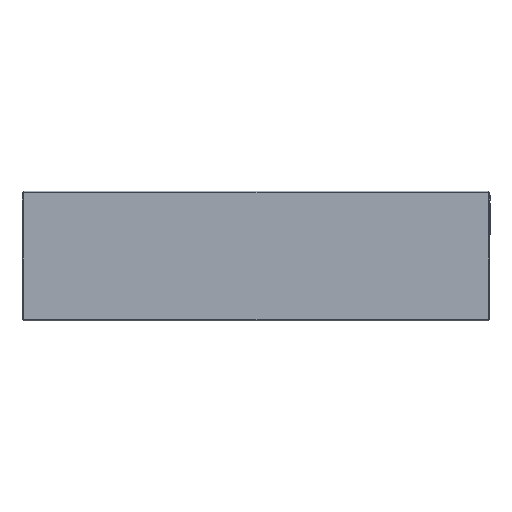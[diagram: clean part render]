
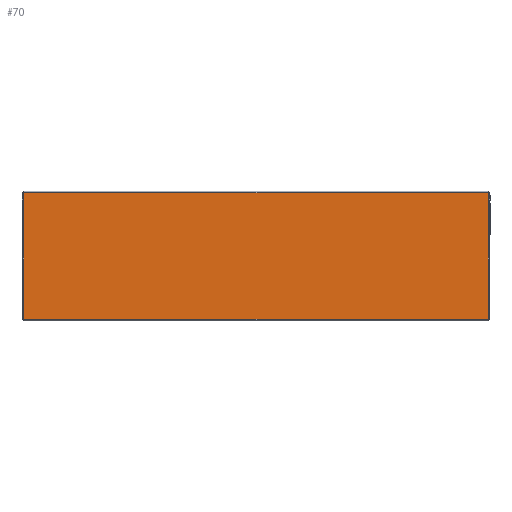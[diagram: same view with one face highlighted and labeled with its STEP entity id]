
A CAD part, top view. The second image highlights one B-rep face of the part: STEP entity #70.
In plain terms, the highlighted planar face has unit normal (0, 0, 1).
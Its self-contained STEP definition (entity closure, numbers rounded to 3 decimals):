
#12 = FACE_OUTER_BOUND ( 'NONE', #38, .T. ) ;
#20 = CARTESIAN_POINT ( 'NONE',  ( 350.5, 95.5, 0. ) ) ;
#38 = EDGE_LOOP ( 'NONE', ( #1235, #975, #783, #1233 ) ) ;
#70 = ADVANCED_FACE ( 'NONE', ( #12 ), #1728, .T. ) ;
#117 = VERTEX_POINT ( 'NONE', #1294 ) ;
#145 = VECTOR ( 'NONE', #1007, 1000. ) ;
#166 = VECTOR ( 'NONE', #843, 1000. ) ;
#221 = LINE ( 'NONE', #20, #1654 ) ;
#252 = LINE ( 'NONE', #955, #1589 ) ;
#256 = CARTESIAN_POINT ( 'NONE',  ( 350.5, -95.5, 0. ) ) ;
#333 = AXIS2_PLACEMENT_3D ( 'NONE', #569, #1152, #863 ) ;
#350 = CARTESIAN_POINT ( 'NONE',  ( 350.5, 95.5, 0. ) ) ;
#485 = LINE ( 'NONE', #1122, #166 ) ;
#486 = EDGE_CURVE ( 'NONE', #117, #1352, #252, .T. ) ;
#569 = CARTESIAN_POINT ( 'NONE',  ( 0., 0., 0. ) ) ;
#783 = ORIENTED_EDGE ( 'NONE', *, *, #1518, .T. ) ;
#843 = DIRECTION ( 'NONE',  ( 0., 1., 0. ) ) ;
#863 = DIRECTION ( 'NONE',  ( 1., 0., 0. ) ) ;
#864 = CARTESIAN_POINT ( 'NONE',  ( 350.5, -95.5, 0. ) ) ;
#873 = EDGE_CURVE ( 'NONE', #1789, #117, #221, .T. ) ;
#955 = CARTESIAN_POINT ( 'NONE',  ( -350.5, -95.5, 0. ) ) ;
#975 = ORIENTED_EDGE ( 'NONE', *, *, #1678, .T. ) ;
#1007 = DIRECTION ( 'NONE',  ( 1., 0., 0. ) ) ;
#1034 = DIRECTION ( 'NONE',  ( -1., 0., 0. ) ) ;
#1122 = CARTESIAN_POINT ( 'NONE',  ( 350.5, -95.5, 0. ) ) ;
#1152 = DIRECTION ( 'NONE',  ( 0., 0., 1. ) ) ;
#1233 = ORIENTED_EDGE ( 'NONE', *, *, #873, .T. ) ;
#1235 = ORIENTED_EDGE ( 'NONE', *, *, #486, .T. ) ;
#1294 = CARTESIAN_POINT ( 'NONE',  ( -350.5, 95.5, 0. ) ) ;
#1295 = LINE ( 'NONE', #864, #145 ) ;
#1352 = VERTEX_POINT ( 'NONE', #1671 ) ;
#1387 = VERTEX_POINT ( 'NONE', #256 ) ;
#1507 = DIRECTION ( 'NONE',  ( 0., -1., 0. ) ) ;
#1518 = EDGE_CURVE ( 'NONE', #1387, #1789, #485, .T. ) ;
#1589 = VECTOR ( 'NONE', #1507, 1000. ) ;
#1654 = VECTOR ( 'NONE', #1034, 1000. ) ;
#1671 = CARTESIAN_POINT ( 'NONE',  ( -350.5, -95.5, 0. ) ) ;
#1678 = EDGE_CURVE ( 'NONE', #1352, #1387, #1295, .T. ) ;
#1728 = PLANE ( 'NONE',  #333 ) ;
#1789 = VERTEX_POINT ( 'NONE', #350 ) ;
